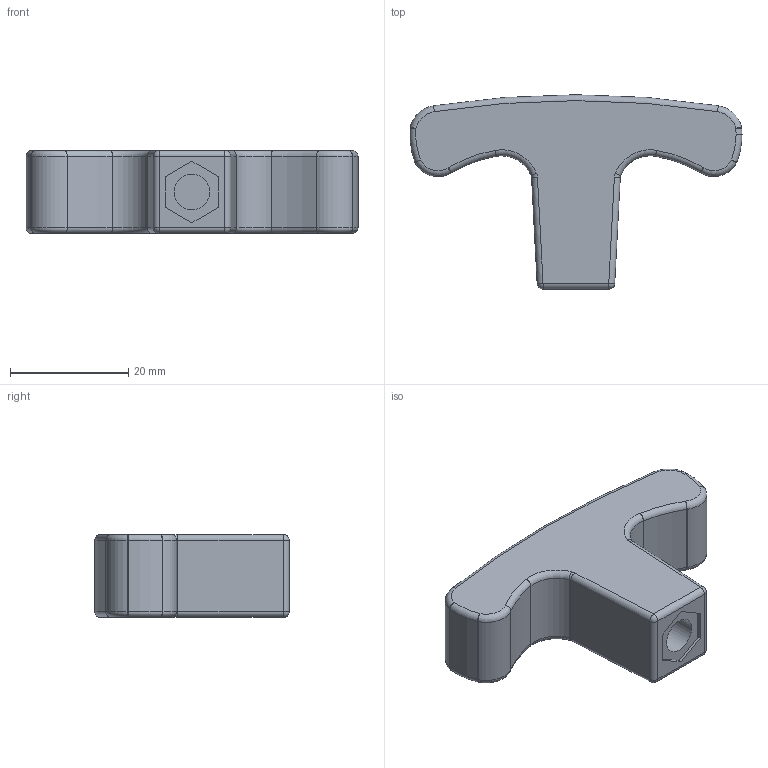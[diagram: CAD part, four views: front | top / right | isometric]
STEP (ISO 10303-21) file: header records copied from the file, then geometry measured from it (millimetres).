
FILE_DESCRIPTION( ( 'Unknown' ), '1' );
FILE_NAME( '7381050.stp', 'Unknown', ( 'Unknown' ), ( 'Unknown' ), 'PSStep 15.0.49', 'Unknown', ' ' );
FILE_SCHEMA( ( 'AUTOMOTIVE_DESIGN { 1 0 10303 214 1 1 1 1 }' ) );
Length unit declared in the file: millimetre
Products named in the file (1): 1
Bounding box: 56.06 x 32.83 x 14 mm (x, y, z)
Volume: 12140.8 mm3; surface area: 4332.4 mm2
Topology: 1 solids, 1 shells, 91 faces, 197 edges, 110 vertices
Faces by surface type: cylinder 38, torus 26, plane 13, sphere 12, revolution 2
Full cylindrical faces by diameter (mm): 6 x1
Entity records: 3717 total; most frequent: CARTESIAN_POINT 669, DIRECTION 430, ORIENTED_EDGE 392, EDGE_CURVE 196, AXIS2_PLACEMENT_3D 186, PRESENTATION_STYLE_ASSIGNMENT 183, COLOUR_RGB 183, VERTEX_POINT 110
